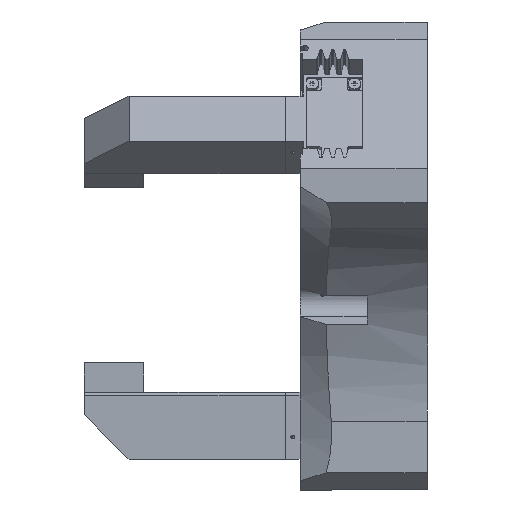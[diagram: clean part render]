
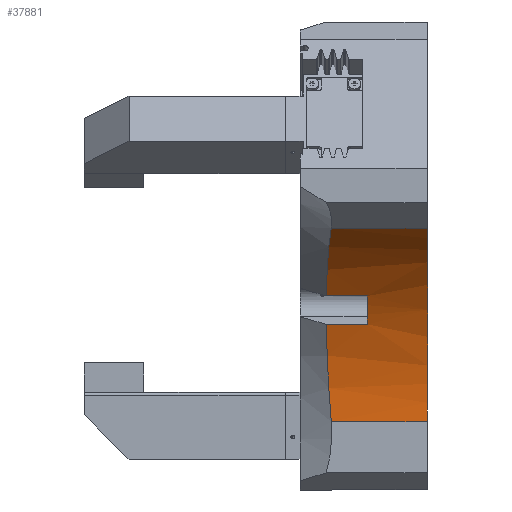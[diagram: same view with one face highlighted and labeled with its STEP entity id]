
A CAD part, left-side view. The second image highlights one B-rep face of the part: STEP entity #37881.
In plain terms, the highlighted cylindrical face has radius 150 mm (diameter 300 mm), a partial arc.
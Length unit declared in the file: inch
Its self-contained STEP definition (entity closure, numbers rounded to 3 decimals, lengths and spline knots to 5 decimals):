
#335 = CARTESIAN_POINT ( 'NONE',  ( -5.33041, 2.59831, -0.107 ) ) ;
#705 = ORIENTED_EDGE ( 'NONE', *, *, #4698, .T. ) ;
#1731 = B_SPLINE_CURVE_WITH_KNOTS ( 'NONE', 3,
 ( #33779, #3628, #30496, #34024, #335, #23886 ),
 .UNSPECIFIED., .F., .F.,
 ( 4, 2, 4 ),
 ( 0., 0.5, 1. ),
 .UNSPECIFIED. ) ;
#1785 = VERTEX_POINT ( 'NONE', #22669 ) ;
#2203 = VERTEX_POINT ( 'NONE', #36400 ) ;
#2583 = VERTEX_POINT ( 'NONE', #36138 ) ;
#2647 = CYLINDRICAL_SURFACE ( 'NONE', #21011, 5.90551 ) ;
#3030 = EDGE_CURVE ( 'NONE', #1785, #2203, #16720, .T. ) ;
#3361 = DIRECTION ( 'NONE',  ( 0., 1., 0. ) ) ;
#3628 = CARTESIAN_POINT ( 'NONE',  ( -4.03244, 2.68561, -1.31141 ) ) ;
#4698 = EDGE_CURVE ( 'NONE', #21450, #6826, #29570, .T. ) ;
#6246 = DIRECTION ( 'NONE',  ( 0., -1., 0. ) ) ;
#6552 = VECTOR ( 'NONE', #26122, 39.37008 ) ;
#6617 = CARTESIAN_POINT ( 'NONE',  ( -2.75984, 2.56111, -5.00067 ) ) ;
#6788 = EDGE_CURVE ( 'NONE', #32969, #1785, #28173, .T. ) ;
#6826 = VERTEX_POINT ( 'NONE', #26838 ) ;
#7106 = DIRECTION ( 'NONE',  ( 0., -1., 0. ) ) ;
#7380 = VERTEX_POINT ( 'NONE', #22188 ) ;
#8024 = VECTOR ( 'NONE', #40917, 39.37008 ) ;
#9024 = CARTESIAN_POINT ( 'NONE',  ( -4.52145, 0.01181, -0.79316 ) ) ;
#9052 = VERTEX_POINT ( 'NONE', #33081 ) ;
#9207 = AXIS2_PLACEMENT_3D ( 'NONE', #39834, #9698, #20071 ) ;
#9221 = VECTOR ( 'NONE', #7106, 39.37008 ) ;
#9698 = DIRECTION ( 'NONE',  ( 0., 1., 0. ) ) ;
#9818 = EDGE_CURVE ( 'NONE', #21450, #9052, #39086, .T. ) ;
#10049 = CARTESIAN_POINT ( 'NONE',  ( -2.75984, 2.59841, -4.55818 ) ) ;
#10340 = EDGE_CURVE ( 'NONE', #32137, #32969, #40771, .T. ) ;
#10564 = DIRECTION ( 'NONE',  ( 1., 0., 0. ) ) ;
#11203 = LINE ( 'NONE', #27067, #8024 ) ;
#12007 = AXIS2_PLACEMENT_3D ( 'NONE', #35163, #28588, #42004 ) ;
#12174 = DIRECTION ( 'NONE',  ( 0., -1., 0. ) ) ;
#13089 = ORIENTED_EDGE ( 'NONE', *, *, #21666, .F. ) ;
#13170 = CARTESIAN_POINT ( 'NONE',  ( -3.78134, 2.69107, -1.68082 ) ) ;
#13554 = ORIENTED_EDGE ( 'NONE', *, *, #37179, .F. ) ;
#13597 = CARTESIAN_POINT ( 'NONE',  ( -5.7126, 2.56111, 0.11365 ) ) ;
#13717 = AXIS2_PLACEMENT_3D ( 'NONE', #43424, #3361, #33319 ) ;
#16607 = CARTESIAN_POINT ( 'NONE',  ( -2.75984, 0.02362, -5.00067 ) ) ;
#16720 = LINE ( 'NONE', #9024, #39843 ) ;
#17610 = ORIENTED_EDGE ( 'NONE', *, *, #9818, .F. ) ;
#17643 = DIRECTION ( 'NONE',  ( 0.827, 0., 0.562 ) ) ;
#18928 = AXIS2_PLACEMENT_3D ( 'NONE', #34153, #24022, #17643 ) ;
#19341 = CARTESIAN_POINT ( 'NONE',  ( -2.80963, 2.62817, -4.11674 ) ) ;
#19428 = FACE_OUTER_BOUND ( 'NONE', #29492, .T. ) ;
#19639 = ORIENTED_EDGE ( 'NONE', *, *, #33128, .F. ) ;
#20016 = EDGE_CURVE ( 'NONE', #24039, #29894, #42089, .T. ) ;
#20071 = DIRECTION ( 'NONE',  ( 0.702, 0., 0.712 ) ) ;
#21011 = AXIS2_PLACEMENT_3D ( 'NONE', #26851, #30607, #10564 ) ;
#21450 = VERTEX_POINT ( 'NONE', #6617 ) ;
#21666 = EDGE_CURVE ( 'NONE', #2203, #7380, #36568, .T. ) ;
#21836 = ORIENTED_EDGE ( 'NONE', *, *, #32166, .F. ) ;
#22188 = CARTESIAN_POINT ( 'NONE',  ( -2.94959, 0.01181, -3.5157 ) ) ;
#22669 = CARTESIAN_POINT ( 'NONE',  ( -4.52145, 0.02362, -0.79316 ) ) ;
#23267 = LINE ( 'NONE', #13170, #6552 ) ;
#23539 = ORIENTED_EDGE ( 'NONE', *, *, #3030, .F. ) ;
#23886 = CARTESIAN_POINT ( 'NONE',  ( -5.7126, 2.56111, 0.11365 ) ) ;
#24022 = DIRECTION ( 'NONE',  ( 0., 1., 0. ) ) ;
#24039 = VERTEX_POINT ( 'NONE', #29997 ) ;
#24248 = ORIENTED_EDGE ( 'NONE', *, *, #28678, .F. ) ;
#25397 = ORIENTED_EDGE ( 'NONE', *, *, #29723, .F. ) ;
#26122 = DIRECTION ( 'NONE',  ( 0., 1., 0. ) ) ;
#26561 = CARTESIAN_POINT ( 'NONE',  ( -3.34827, 2.69107, -2.43092 ) ) ;
#26614 = ORIENTED_EDGE ( 'NONE', *, *, #10340, .F. ) ;
#26838 = CARTESIAN_POINT ( 'NONE',  ( -2.75984, 0.02362, -5.00067 ) ) ;
#26851 = CARTESIAN_POINT ( 'NONE',  ( -8.66535, 3.37795, -5.00067 ) ) ;
#26926 = CARTESIAN_POINT ( 'NONE',  ( -5.7126, 0.02362, 0.11365 ) ) ;
#27067 = CARTESIAN_POINT ( 'NONE',  ( -2.94959, 0.02362, -3.5157 ) ) ;
#28173 = CIRCLE ( 'NONE', #9207, 5.90551 ) ;
#28588 = DIRECTION ( 'NONE',  ( 0., 1., 0. ) ) ;
#28678 = EDGE_CURVE ( 'NONE', #9052, #29894, #42291, .T. ) ;
#29222 = CARTESIAN_POINT ( 'NONE',  ( -3.0067, 2.67177, -3.25411 ) ) ;
#29492 = EDGE_LOOP ( 'NONE', ( #21836, #41113, #24248, #17610, #705, #25397, #19639, #13089, #23539, #37036, #26614, #13554 ) ) ;
#29570 = LINE ( 'NONE', #16607, #29707 ) ;
#29707 = VECTOR ( 'NONE', #6246, 39.37008 ) ;
#29723 = EDGE_CURVE ( 'NONE', #30062, #6826, #33399, .T. ) ;
#29894 = VERTEX_POINT ( 'NONE', #31088 ) ;
#29997 = CARTESIAN_POINT ( 'NONE',  ( -3.78134, 1.6063, -1.68082 ) ) ;
#30062 = VERTEX_POINT ( 'NONE', #30156 ) ;
#30074 = CARTESIAN_POINT ( 'NONE',  ( -2.75984, 2.56111, -5.00067 ) ) ;
#30156 = CARTESIAN_POINT ( 'NONE',  ( -2.94959, 0.02362, -3.5157 ) ) ;
#30496 = CARTESIAN_POINT ( 'NONE',  ( -4.32402, 2.67172, -0.97281 ) ) ;
#30607 = DIRECTION ( 'NONE',  ( 0., -1., 0. ) ) ;
#31088 = CARTESIAN_POINT ( 'NONE',  ( -3.34827, 1.6063, -2.43092 ) ) ;
#32137 = VERTEX_POINT ( 'NONE', #13597 ) ;
#32166 = EDGE_CURVE ( 'NONE', #24039, #2583, #23267, .T. ) ;
#32969 = VERTEX_POINT ( 'NONE', #42017 ) ;
#32987 = DIRECTION ( 'NONE',  ( 0., -1., 0. ) ) ;
#33081 = CARTESIAN_POINT ( 'NONE',  ( -3.34827, 2.69107, -2.43092 ) ) ;
#33128 = EDGE_CURVE ( 'NONE', #7380, #30062, #11203, .T. ) ;
#33319 = DIRECTION ( 'NONE',  ( 1., 0., 0. ) ) ;
#33399 = CIRCLE ( 'NONE', #13717, 5.90551 ) ;
#33779 = CARTESIAN_POINT ( 'NONE',  ( -3.78134, 2.69107, -1.68082 ) ) ;
#34024 = CARTESIAN_POINT ( 'NONE',  ( -4.973, 2.62807, -0.37062 ) ) ;
#34153 = CARTESIAN_POINT ( 'NONE',  ( -8.66535, 1.6063, -5.00067 ) ) ;
#35163 = CARTESIAN_POINT ( 'NONE',  ( -8.66535, 0.01181, -5.00067 ) ) ;
#36138 = CARTESIAN_POINT ( 'NONE',  ( -3.78134, 2.69107, -1.68082 ) ) ;
#36400 = CARTESIAN_POINT ( 'NONE',  ( -4.52145, 0.01181, -0.79316 ) ) ;
#36568 = CIRCLE ( 'NONE', #12007, 5.90551 ) ;
#36659 = CARTESIAN_POINT ( 'NONE',  ( -3.154, 2.68561, -2.83288 ) ) ;
#36777 = VECTOR ( 'NONE', #12174, 39.37008 ) ;
#37036 = ORIENTED_EDGE ( 'NONE', *, *, #6788, .F. ) ;
#37179 = EDGE_CURVE ( 'NONE', #2583, #32137, #1731, .T. ) ;
#37881 = ADVANCED_FACE ( 'NONE', ( #19428 ), #2647, .F. ) ;
#39086 = B_SPLINE_CURVE_WITH_KNOTS ( 'NONE', 3,
 ( #30074, #10049, #19341, #29222, #36659, #26561 ),
 .UNSPECIFIED., .F., .F.,
 ( 4, 2, 4 ),
 ( 0., 0.5, 1. ),
 .UNSPECIFIED. ) ;
#39834 = CARTESIAN_POINT ( 'NONE',  ( -8.66535, 0.02362, -5.00067 ) ) ;
#39843 = VECTOR ( 'NONE', #32987, 39.37008 ) ;
#40771 = LINE ( 'NONE', #26926, #9221 ) ;
#40917 = DIRECTION ( 'NONE',  ( 0., 1., 0. ) ) ;
#41113 = ORIENTED_EDGE ( 'NONE', *, *, #20016, .T. ) ;
#41653 = CARTESIAN_POINT ( 'NONE',  ( -3.34827, 1.6063, -2.43092 ) ) ;
#42004 = DIRECTION ( 'NONE',  ( 0.702, 0., 0.712 ) ) ;
#42017 = CARTESIAN_POINT ( 'NONE',  ( -5.7126, 0.02362, 0.11365 ) ) ;
#42089 = CIRCLE ( 'NONE', #18928, 5.90551 ) ;
#42291 = LINE ( 'NONE', #41653, #36777 ) ;
#43424 = CARTESIAN_POINT ( 'NONE',  ( -8.66535, 0.02362, -5.00067 ) ) ;
